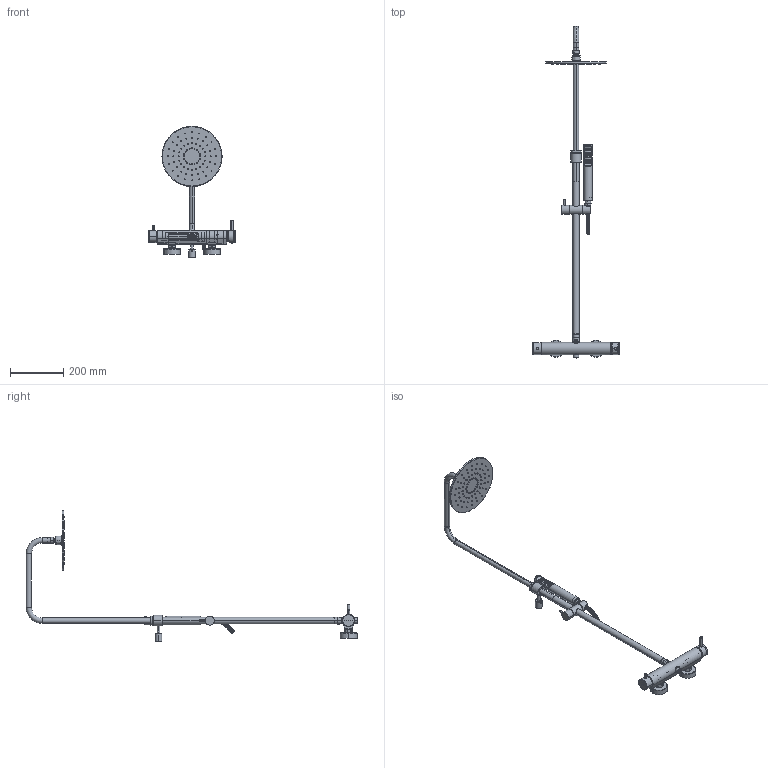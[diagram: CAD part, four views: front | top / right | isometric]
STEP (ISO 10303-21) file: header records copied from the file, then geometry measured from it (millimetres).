
FILE_DESCRIPTION((''),'2;1');
FILE_NAME('ZCOL599CR','2021-04-14T15:07:05',('ut3'),('PAFFONI SpA'),'CREO PARAMETRIC BY PTC INC, 2020044','CREO PARAMETRIC BY PTC INC, 2020044','');
FILE_SCHEMA(('CONFIG_CONTROL_DESIGN','SHAPE_APPEARANCE_LAYERS_GROUPS'));
Products named in the file (1): ZCOL599CR
Bounding box: 322.59 x 1241.6 x 491.3 mm (x, y, z)
Volume: 940216.7 mm3; surface area: 571739.7 mm2
Topology: 9 solids, 9 shells, 2316 faces, 5274 edges, 3170 vertices
Faces by surface type: cylinder 815, plane 621, cone 404, bspline 355, torus 97, sphere 24
Entity records: 155899 total; most frequent: CARTESIAN_POINT 86344, ORIENTED_EDGE 10400, DIRECTION 10006, EDGE_CURVE 5200, AXIS2_PLACEMENT_3D 4070, VERTEX_POINT 3167, FILL_AREA_STYLE_COLOUR 2982, FILL_AREA_STYLE 2982
